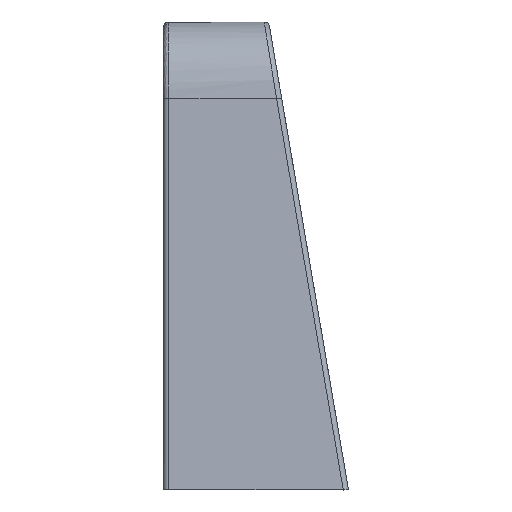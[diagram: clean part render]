
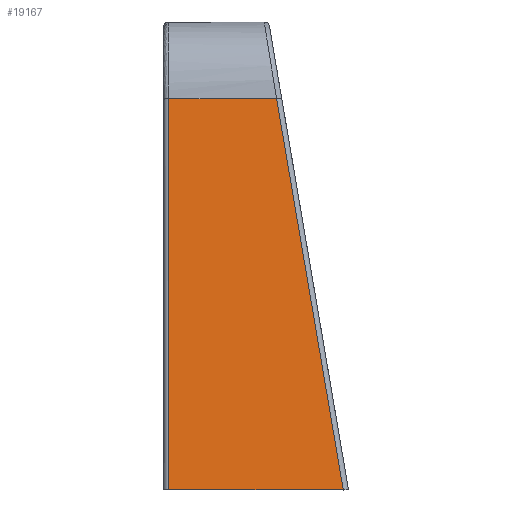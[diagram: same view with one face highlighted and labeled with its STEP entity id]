
A CAD part, left-side view. The second image highlights one B-rep face of the part: STEP entity #19167.
In plain terms, the highlighted face is planar.
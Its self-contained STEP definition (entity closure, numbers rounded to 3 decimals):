
#2573 = VERTEX_POINT ( 'NONE', #14284 ) ;
#3247 = PLANE ( 'NONE',  #8052 ) ;
#4996 = DIRECTION ( 'NONE',  ( 0., 0., 1. ) ) ;
#5044 = ORIENTED_EDGE ( 'NONE', *, *, #11440, .T. ) ;
#6468 = ORIENTED_EDGE ( 'NONE', *, *, #13412, .T. ) ;
#6562 = VECTOR ( 'NONE', #4996, 1000. ) ;
#6633 = ORIENTED_EDGE ( 'NONE', *, *, #21798, .T. ) ;
#7258 = DIRECTION ( 'NONE',  ( 0.086, -0.982, 0.167 ) ) ;
#8052 = AXIS2_PLACEMENT_3D ( 'NONE', #20161, #22618, #29546 ) ;
#8607 = LINE ( 'NONE', #27717, #19710 ) ;
#9654 = VERTEX_POINT ( 'NONE', #14096 ) ;
#11440 = EDGE_CURVE ( 'NONE', #2573, #9654, #22578, .T. ) ;
#13412 = EDGE_CURVE ( 'NONE', #23521, #13545, #23907, .T. ) ;
#13545 = VERTEX_POINT ( 'NONE', #14661 ) ;
#14096 = CARTESIAN_POINT ( 'NONE',  ( 6157.792, -299., -34.132 ) ) ;
#14284 = CARTESIAN_POINT ( 'NONE',  ( 6157.792, -299., -0.961 ) ) ;
#14661 = CARTESIAN_POINT ( 'NONE',  ( 6164.301, -373.394, -0.961 ) ) ;
#16153 = ORIENTED_EDGE ( 'NONE', *, *, #27893, .T. ) ;
#16953 = CARTESIAN_POINT ( 'NONE',  ( 6157.792, -299., -34.132 ) ) ;
#19167 = ADVANCED_FACE ( 'NONE', ( #24317 ), #3247, .T. ) ;
#19710 = VECTOR ( 'NONE', #25097, 1000. ) ;
#20161 = CARTESIAN_POINT ( 'NONE',  ( 6157.88, -300., 0.039 ) ) ;
#21798 = EDGE_CURVE ( 'NONE', #9654, #23521, #24184, .T. ) ;
#22578 = LINE ( 'NONE', #30118, #29418 ) ;
#22618 = DIRECTION ( 'NONE',  ( -0.996, -0.087, 0. ) ) ;
#23521 = VERTEX_POINT ( 'NONE', #30408 ) ;
#23907 = LINE ( 'NONE', #30384, #6562 ) ;
#24184 = LINE ( 'NONE', #16953, #26814 ) ;
#24317 = FACE_OUTER_BOUND ( 'NONE', #30140, .T. ) ;
#25097 = DIRECTION ( 'NONE',  ( -0.087, 0.996, 0. ) ) ;
#26814 = VECTOR ( 'NONE', #7258, 1000. ) ;
#27717 = CARTESIAN_POINT ( 'NONE',  ( 6157.88, -300., -0.961 ) ) ;
#27893 = EDGE_CURVE ( 'NONE', #13545, #2573, #8607, .T. ) ;
#29418 = VECTOR ( 'NONE', #29500, 1000. ) ;
#29500 = DIRECTION ( 'NONE',  ( 0., 0., -1. ) ) ;
#29546 = DIRECTION ( 'NONE',  ( 0.087, -0.996, 0. ) ) ;
#30118 = CARTESIAN_POINT ( 'NONE',  ( 6157.792, -299., 0.039 ) ) ;
#30140 = EDGE_LOOP ( 'NONE', ( #16153, #5044, #6633, #6468 ) ) ;
#30384 = CARTESIAN_POINT ( 'NONE',  ( 6164.301, -373.394, 0.039 ) ) ;
#30408 = CARTESIAN_POINT ( 'NONE',  ( 6164.301, -373.394, -21.451 ) ) ;
